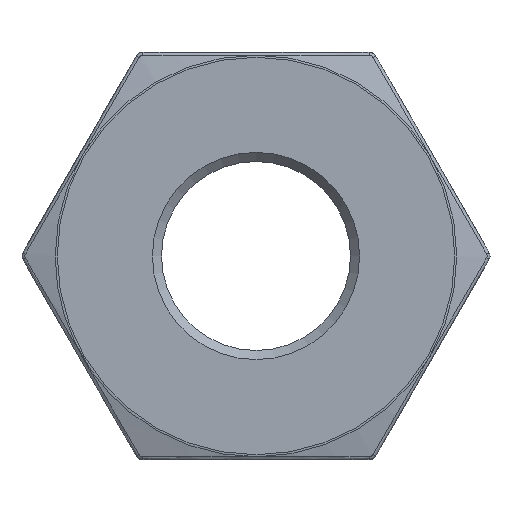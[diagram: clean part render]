
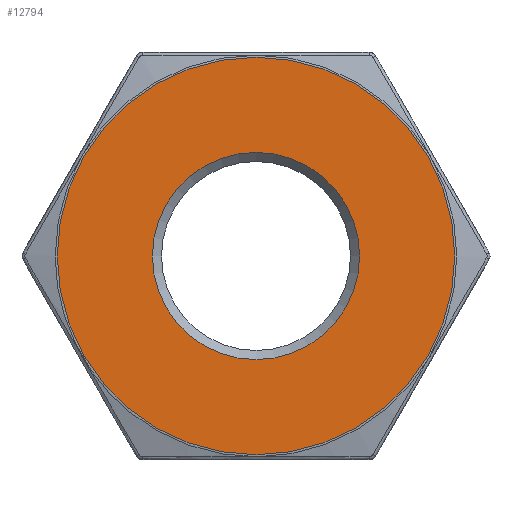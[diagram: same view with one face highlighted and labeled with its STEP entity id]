
A CAD part, left-side view. The second image highlights one B-rep face of the part: STEP entity #12794.
In plain terms, the highlighted planar face has unit normal (-1, 0, 0).
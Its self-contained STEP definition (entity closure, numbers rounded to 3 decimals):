
#643 = CARTESIAN_POINT ( 'NONE',  ( 0., 0., 13.22 ) ) ;
#1473 = AXIS2_PLACEMENT_3D ( 'NONE', #12520, #10359, #13716 ) ;
#1759 = DIRECTION ( 'NONE',  ( 0., 1., 0. ) ) ;
#3074 = AXIS2_PLACEMENT_3D ( 'NONE', #8371, #3135, #1759 ) ;
#3135 = DIRECTION ( 'NONE',  ( 1., 0., 0. ) ) ;
#3369 = ORIENTED_EDGE ( 'NONE', *, *, #14514, .F. ) ;
#3892 = FACE_OUTER_BOUND ( 'NONE', #6191, .T. ) ;
#4320 = EDGE_LOOP ( 'NONE', ( #3369 ) ) ;
#5350 = EDGE_CURVE ( 'NONE', #5428, #5428, #11409, .T. ) ;
#5428 = VERTEX_POINT ( 'NONE', #14501 ) ;
#5471 = AXIS2_PLACEMENT_3D ( 'NONE', #12138, #8661, #14594 ) ;
#6191 = EDGE_LOOP ( 'NONE', ( #11106 ) ) ;
#8371 = CARTESIAN_POINT ( 'NONE',  ( 0., 0., 0. ) ) ;
#8443 = PLANE ( 'NONE',  #3074 ) ;
#8508 = FACE_BOUND ( 'NONE', #4320, .T. ) ;
#8661 = DIRECTION ( 'NONE',  ( -1., 0., 0. ) ) ;
#8790 = VERTEX_POINT ( 'NONE', #643 ) ;
#9757 = CIRCLE ( 'NONE', #1473, 13.22 ) ;
#10359 = DIRECTION ( 'NONE',  ( -1., 0., 0. ) ) ;
#11106 = ORIENTED_EDGE ( 'NONE', *, *, #5350, .T. ) ;
#11409 = CIRCLE ( 'NONE', #5471, 25.368 ) ;
#12138 = CARTESIAN_POINT ( 'NONE',  ( 0., 0., 0. ) ) ;
#12520 = CARTESIAN_POINT ( 'NONE',  ( 0., 0., 0. ) ) ;
#12794 = ADVANCED_FACE ( 'NONE', ( #3892, #8508 ), #8443, .F. ) ;
#13716 = DIRECTION ( 'NONE',  ( 0., 0., 1. ) ) ;
#14501 = CARTESIAN_POINT ( 'NONE',  ( 0., 25.368, 0. ) ) ;
#14514 = EDGE_CURVE ( 'NONE', #8790, #8790, #9757, .T. ) ;
#14594 = DIRECTION ( 'NONE',  ( 0., 1., 0. ) ) ;
